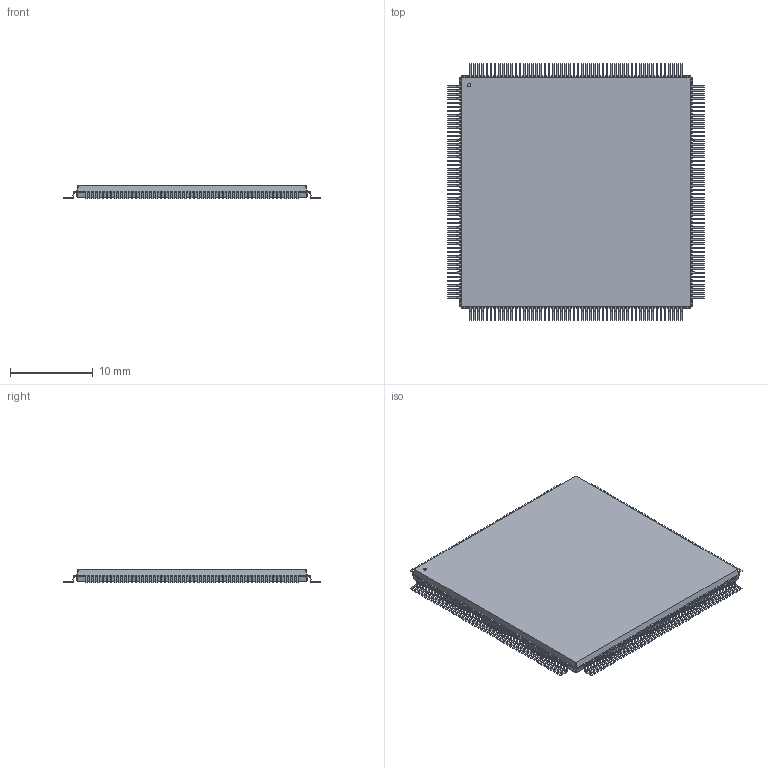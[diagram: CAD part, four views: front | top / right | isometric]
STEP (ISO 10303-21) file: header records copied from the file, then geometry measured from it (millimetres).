
FILE_DESCRIPTION(/* description */ ('model of PQFP-208_28x28mm_P0.5mm'),/* implementation_level */ '2;1');
FILE_NAME(/* name */ 'PQFP-208_28x28mm_P0.5mm.step',/* time_stamp */ '1970-01-01T00:00:00',/* author */ ('KiCAD','kicad'),/* organization */ ('OCCT'),/* preprocessor_version */ '',/* originating_system */ 'KiCAD',/* authorisation */ '');
FILE_SCHEMA(('AUTOMOTIVE_DESIGN { 1 0 10303 214 1 1 1 1 }'));
Length unit declared in the file: millimetre
Products named in the file (1): PQFP-208_28x28mm_P0.5mm
Bounding box: 30.93 x 30.93 x 1.6 mm (x, y, z)
Volume: 1167 mm3; surface area: 1961.2 mm2
Topology: 1 solids, 1 shells, 3147 faces, 8593 edges, 5449 vertices
Faces by surface type: plane 2299, cylinder 832, bspline 16
Entity records: 62962 total; most frequent: ORIENTED_EDGE 14681, EDGE_CURVE 8593, CARTESIAN_POINT 7532, VERTEX_POINT 5449, LINE 5448, AXIS2_PLACEMENT_3D 4122, FACE_BOUND 3148, ADVANCED_FACE 3147
